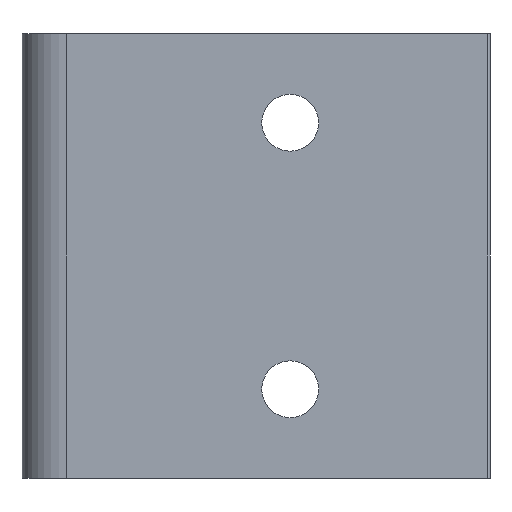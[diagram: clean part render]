
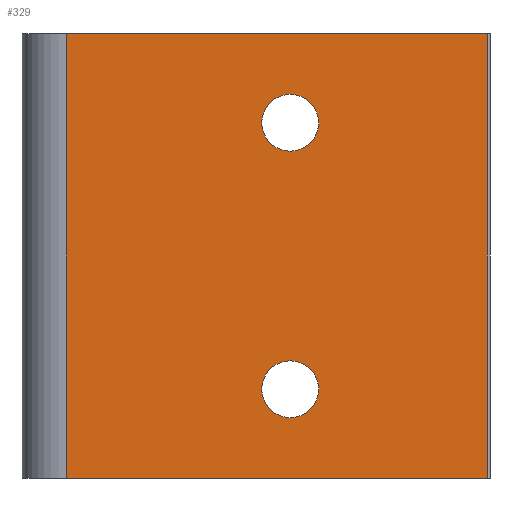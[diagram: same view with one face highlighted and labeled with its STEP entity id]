
A CAD part, front view. The second image highlights one B-rep face of the part: STEP entity #329.
In plain terms, the highlighted planar face has unit normal (0, -1, 0).
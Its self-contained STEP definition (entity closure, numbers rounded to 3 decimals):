
#3 = EDGE_CURVE ( 'NONE', #201, #503, #758, .T. ) ;
#5 = DIRECTION ( 'NONE',  ( 0., 0., 1. ) ) ;
#33 = DIRECTION ( 'NONE',  ( 0., 0., 1. ) ) ;
#50 = DIRECTION ( 'NONE',  ( 0., -1., 0. ) ) ;
#67 = CARTESIAN_POINT ( 'NONE',  ( 25.2, -5., -11.8 ) ) ;
#89 = AXIS2_PLACEMENT_3D ( 'NONE', #736, #374, #892 ) ;
#95 = VECTOR ( 'NONE', #334, 1000. ) ;
#103 = CARTESIAN_POINT ( 'NONE',  ( 0., -5., 25. ) ) ;
#111 = CARTESIAN_POINT ( 'NONE',  ( 0., -5., -25. ) ) ;
#119 = CARTESIAN_POINT ( 'NONE',  ( 47.4, -5., -25. ) ) ;
#125 = EDGE_CURVE ( 'NONE', #367, #667, #558, .T. ) ;
#127 = FACE_BOUND ( 'NONE', #764, .T. ) ;
#128 = ORIENTED_EDGE ( 'NONE', *, *, #505, .F. ) ;
#133 = ORIENTED_EDGE ( 'NONE', *, *, #125, .T. ) ;
#168 = EDGE_CURVE ( 'NONE', #667, #754, #850, .T. ) ;
#180 = CARTESIAN_POINT ( 'NONE',  ( 25.2, -5., 15. ) ) ;
#201 = VERTEX_POINT ( 'NONE', #799 ) ;
#202 = EDGE_CURVE ( 'NONE', #754, #482, #406, .T. ) ;
#207 = EDGE_LOOP ( 'NONE', ( #128, #712 ) ) ;
#210 = CARTESIAN_POINT ( 'NONE',  ( 0., -5., 25. ) ) ;
#215 = VECTOR ( 'NONE', #5, 1000. ) ;
#230 = PLANE ( 'NONE',  #89 ) ;
#232 = ORIENTED_EDGE ( 'NONE', *, *, #168, .T. ) ;
#245 = DIRECTION ( 'NONE',  ( 0., 1., 0. ) ) ;
#250 = ORIENTED_EDGE ( 'NONE', *, *, #623, .F. ) ;
#304 = VECTOR ( 'NONE', #542, 1000. ) ;
#314 = FACE_OUTER_BOUND ( 'NONE', #399, .T. ) ;
#328 = CIRCLE ( 'NONE', #611, 3.2 ) ;
#329 = ADVANCED_FACE ( 'NONE', ( #479, #127, #314 ), #230, .F. ) ;
#334 = DIRECTION ( 'NONE',  ( 1., 0., 0. ) ) ;
#356 = VERTEX_POINT ( 'NONE', #67 ) ;
#357 = AXIS2_PLACEMENT_3D ( 'NONE', #469, #50, #544 ) ;
#367 = VERTEX_POINT ( 'NONE', #210 ) ;
#374 = DIRECTION ( 'NONE',  ( 0., 1., 0. ) ) ;
#379 = DIRECTION ( 'NONE',  ( 0., -1., 0. ) ) ;
#389 = DIRECTION ( 'NONE',  ( 0., 1., 0. ) ) ;
#399 = EDGE_LOOP ( 'NONE', ( #232, #704, #250, #133 ) ) ;
#406 = LINE ( 'NONE', #948, #215 ) ;
#408 = ORIENTED_EDGE ( 'NONE', *, *, #591, .T. ) ;
#435 = CARTESIAN_POINT ( 'NONE',  ( 25.2, -5., 11.8 ) ) ;
#440 = ORIENTED_EDGE ( 'NONE', *, *, #3, .T. ) ;
#469 = CARTESIAN_POINT ( 'NONE',  ( 25.2, -5., -15. ) ) ;
#479 = FACE_BOUND ( 'NONE', #207, .T. ) ;
#482 = VERTEX_POINT ( 'NONE', #810 ) ;
#503 = VERTEX_POINT ( 'NONE', #435 ) ;
#505 = EDGE_CURVE ( 'NONE', #569, #356, #328, .T. ) ;
#513 = VECTOR ( 'NONE', #837, 1000. ) ;
#542 = DIRECTION ( 'NONE',  ( 0., 0., -1. ) ) ;
#544 = DIRECTION ( 'NONE',  ( 0., 0., -1. ) ) ;
#558 = LINE ( 'NONE', #612, #304 ) ;
#569 = VERTEX_POINT ( 'NONE', #907 ) ;
#591 = EDGE_CURVE ( 'NONE', #503, #201, #848, .T. ) ;
#611 = AXIS2_PLACEMENT_3D ( 'NONE', #824, #379, #897 ) ;
#612 = CARTESIAN_POINT ( 'NONE',  ( 0., -5., 25. ) ) ;
#623 = EDGE_CURVE ( 'NONE', #367, #482, #706, .T. ) ;
#658 = CIRCLE ( 'NONE', #357, 3.2 ) ;
#667 = VERTEX_POINT ( 'NONE', #111 ) ;
#692 = CARTESIAN_POINT ( 'NONE',  ( 0., -5., -25. ) ) ;
#693 = EDGE_CURVE ( 'NONE', #356, #569, #658, .T. ) ;
#704 = ORIENTED_EDGE ( 'NONE', *, *, #202, .T. ) ;
#706 = LINE ( 'NONE', #103, #513 ) ;
#710 = AXIS2_PLACEMENT_3D ( 'NONE', #831, #389, #911 ) ;
#712 = ORIENTED_EDGE ( 'NONE', *, *, #693, .F. ) ;
#736 = CARTESIAN_POINT ( 'NONE',  ( 0., -5., 25. ) ) ;
#754 = VERTEX_POINT ( 'NONE', #119 ) ;
#758 = CIRCLE ( 'NONE', #912, 3.2 ) ;
#764 = EDGE_LOOP ( 'NONE', ( #440, #408 ) ) ;
#799 = CARTESIAN_POINT ( 'NONE',  ( 25.2, -5., 18.2 ) ) ;
#810 = CARTESIAN_POINT ( 'NONE',  ( 47.4, -5., 25. ) ) ;
#824 = CARTESIAN_POINT ( 'NONE',  ( 25.2, -5., -15. ) ) ;
#831 = CARTESIAN_POINT ( 'NONE',  ( 25.2, -5., 15. ) ) ;
#837 = DIRECTION ( 'NONE',  ( 1., 0., 0. ) ) ;
#848 = CIRCLE ( 'NONE', #710, 3.2 ) ;
#850 = LINE ( 'NONE', #692, #95 ) ;
#892 = DIRECTION ( 'NONE',  ( 0., 0., 1. ) ) ;
#897 = DIRECTION ( 'NONE',  ( 0., 0., -1. ) ) ;
#907 = CARTESIAN_POINT ( 'NONE',  ( 25.2, -5., -18.2 ) ) ;
#911 = DIRECTION ( 'NONE',  ( 0., 0., 1. ) ) ;
#912 = AXIS2_PLACEMENT_3D ( 'NONE', #180, #245, #33 ) ;
#948 = CARTESIAN_POINT ( 'NONE',  ( 47.4, -5., 25. ) ) ;
